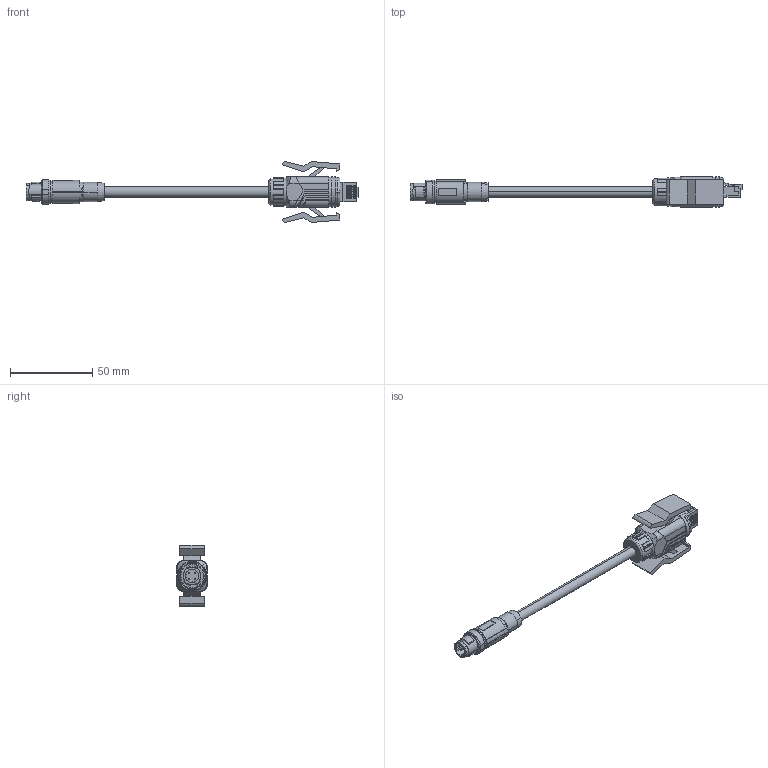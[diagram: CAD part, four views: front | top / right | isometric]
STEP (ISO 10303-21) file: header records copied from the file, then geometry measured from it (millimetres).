
FILE_DESCRIPTION(('SolidDesigner STEP Export'),'2;1');
FILE_NAME('1407364_NBC_MSD__1.0_93E_R4MC_SCO-select.stp','2013-04-22T11:34:53',(''),(''),'Creo Elements/Direct Modeling STEP processor for AP214 (Solid Model)','Creo Elements/Direct Modeling 18.1 06-May-2012 (C) Parametric Technology GmbH','');
FILE_SCHEMA(('AUTOMOTIVE_DESIGN { 1 0 10303 214 1 1 1 1 }'));
Length unit declared in the file: millimetre
Products named in the file (1): 1407364_NBC_MSD__1.0_93E_R4MC_SCO-select
Bounding box: 201.3 x 18.52 x 37 mm (x, y, z)
Volume: 25676.9 mm3; surface area: 11655.3 mm2
Topology: 1 solids, 1 shells, 382 faces, 1057 edges, 701 vertices
Faces by surface type: plane 274, cylinder 74, cone 26, bspline 6, torus 2
Entity records: 18973 total; most frequent: CARTESIAN_POINT 6417, ORIENTED_EDGE 2114, DIRECTION 1745, EDGE_CURVE 1057, VECTOR 711, LINE 711, VERTEX_POINT 701, AXIS2_PLACEMENT_3D 517
